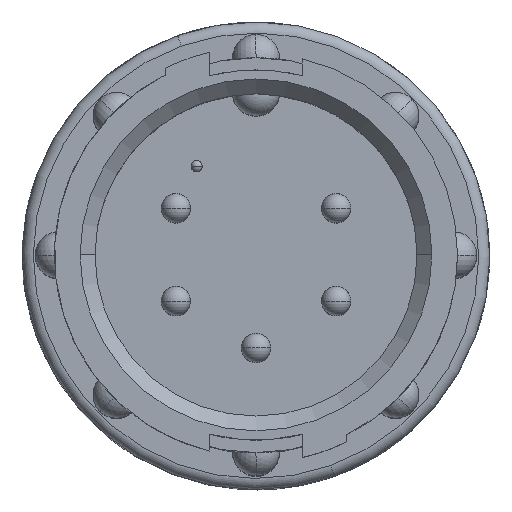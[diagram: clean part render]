
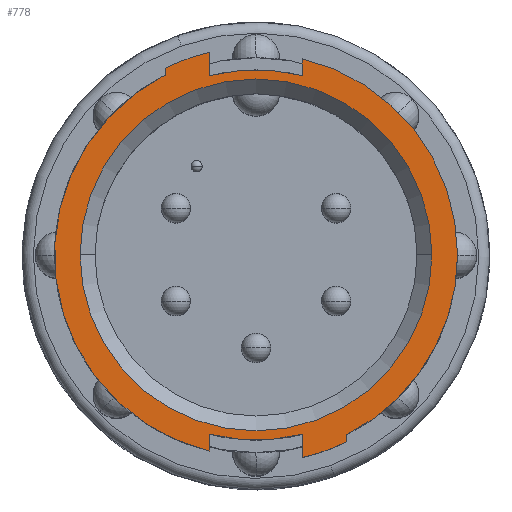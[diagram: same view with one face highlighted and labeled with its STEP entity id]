
A CAD part, top view. The second image highlights one B-rep face of the part: STEP entity #778.
In plain terms, the highlighted planar face has unit normal (0, 0, 1).
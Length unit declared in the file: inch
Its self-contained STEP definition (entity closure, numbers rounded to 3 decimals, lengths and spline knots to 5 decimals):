
#26 = VERTEX_POINT ( 'NONE', #3109 ) ;
#51 = CIRCLE ( 'NONE', #15368, 0.2715 ) ;
#70 = EDGE_CURVE ( 'NONE', #11684, #15703, #294, .T. ) ;
#132 = EDGE_CURVE ( 'NONE', #3859, #15566, #5146, .T. ) ;
#150 = CIRCLE ( 'NONE', #3964, 0.28 ) ;
#160 = EDGE_CURVE ( 'NONE', #15590, #11684, #5242, .T. ) ;
#176 = CIRCLE ( 'NONE', #3986, 0.2715 ) ;
#230 = EDGE_CURVE ( 'NONE', #15486, #799, #6223, .T. ) ;
#277 = CIRCLE ( 'NONE', #1351, 0.2715 ) ;
#285 = EDGE_CURVE ( 'NONE', #3859, #15486, #293, .T. ) ;
#290 = EDGE_CURVE ( 'NONE', #15703, #15630, #6563, .T. ) ;
#293 = CIRCLE ( 'NONE', #1348, 0.28 ) ;
#294 = CIRCLE ( 'NONE', #1403, 0.2495 ) ;
#301 = EDGE_CURVE ( 'NONE', #15581, #15529, #302, .T. ) ;
#302 = CIRCLE ( 'NONE', #1337, 0.237 ) ;
#306 = EDGE_CURVE ( 'NONE', #799, #15630, #277, .T. ) ;
#359 = EDGE_CURVE ( 'NONE', #15590, #11456, #150, .T. ) ;
#421 = EDGE_CURVE ( 'NONE', #15687, #15631, #176, .T. ) ;
#428 = EDGE_CURVE ( 'NONE', #11456, #3921, #9383, .T. ) ;
#429 = EDGE_CURVE ( 'NONE', #26, #15631, #9386, .T. ) ;
#477 = CIRCLE ( 'NONE', #13272, 0.2495 ) ;
#519 = CIRCLE ( 'NONE', #11886, 0.237 ) ;
#778 = ADVANCED_FACE ( 'NONE', ( #11660, #11668 ), #11239, .F. ) ;
#799 = VERTEX_POINT ( 'NONE', #11311 ) ;
#802 = EDGE_LOOP ( 'NONE', ( #2333, #2335 ) ) ;
#1016 = EDGE_LOOP ( 'NONE', ( #2320, #2321, #2322, #2318, #2323, #2324, #2325, #2326, #2327, #2328, #2329, #2330, #2331 ) ) ;
#1298 = VECTOR ( 'NONE', #5244, 39.37008 ) ;
#1337 = AXIS2_PLACEMENT_3D ( 'NONE', #6594, #6595, #6596 ) ;
#1341 = VECTOR ( 'NONE', #5148, 39.37008 ) ;
#1347 = VECTOR ( 'NONE', #6565, 39.37008 ) ;
#1348 = AXIS2_PLACEMENT_3D ( 'NONE', #6300, #6301, #6302 ) ;
#1351 = AXIS2_PLACEMENT_3D ( 'NONE', #6603, #6604, #6605 ) ;
#1403 = AXIS2_PLACEMENT_3D ( 'NONE', #3166, #3167, #3168 ) ;
#1429 = VECTOR ( 'NONE', #6225, 39.37008 ) ;
#2318 = ORIENTED_EDGE ( 'NONE', *, *, #160, .F. ) ;
#2320 = ORIENTED_EDGE ( 'NONE', *, *, #306, .T. ) ;
#2321 = ORIENTED_EDGE ( 'NONE', *, *, #290, .F. ) ;
#2322 = ORIENTED_EDGE ( 'NONE', *, *, #70, .F. ) ;
#2323 = ORIENTED_EDGE ( 'NONE', *, *, #359, .T. ) ;
#2324 = ORIENTED_EDGE ( 'NONE', *, *, #428, .T. ) ;
#2325 = ORIENTED_EDGE ( 'NONE', *, *, #4225, .T. ) ;
#2326 = ORIENTED_EDGE ( 'NONE', *, *, #421, .T. ) ;
#2327 = ORIENTED_EDGE ( 'NONE', *, *, #429, .F. ) ;
#2328 = ORIENTED_EDGE ( 'NONE', *, *, #4347, .F. ) ;
#2329 = ORIENTED_EDGE ( 'NONE', *, *, #132, .F. ) ;
#2330 = ORIENTED_EDGE ( 'NONE', *, *, #285, .T. ) ;
#2331 = ORIENTED_EDGE ( 'NONE', *, *, #230, .T. ) ;
#2333 = ORIENTED_EDGE ( 'NONE', *, *, #301, .F. ) ;
#2335 = ORIENTED_EDGE ( 'NONE', *, *, #4092, .F. ) ;
#3109 = CARTESIAN_POINT ( 'NONE',  ( 0.0625, 0.24155, 0. ) ) ;
#3166 = CARTESIAN_POINT ( 'NONE',  ( 0., 0., 0. ) ) ;
#3167 = DIRECTION ( 'NONE',  ( 0., 0., -1. ) ) ;
#3168 = DIRECTION ( 'NONE',  ( 1., 0., 0. ) ) ;
#3859 = VERTEX_POINT ( 'NONE', #11430 ) ;
#3921 = VERTEX_POINT ( 'NONE', #11453 ) ;
#3957 = VECTOR ( 'NONE', #9388, 39.37008 ) ;
#3964 = AXIS2_PLACEMENT_3D ( 'NONE', #7862, #7875, #7876 ) ;
#3984 = VECTOR ( 'NONE', #9385, 39.37008 ) ;
#3986 = AXIS2_PLACEMENT_3D ( 'NONE', #9377, #9381, #9382 ) ;
#4092 = EDGE_CURVE ( 'NONE', #15529, #15581, #519, .T. ) ;
#4225 = EDGE_CURVE ( 'NONE', #3921, #15687, #51, .T. ) ;
#4347 = EDGE_CURVE ( 'NONE', #15566, #26, #477, .T. ) ;
#5146 = LINE ( 'NONE', #5147, #1341 ) ;
#5147 = CARTESIAN_POINT ( 'NONE',  ( -0.0625, 0.26421, 0. ) ) ;
#5148 = DIRECTION ( 'NONE',  ( 0., -1., 0. ) ) ;
#5242 = LINE ( 'NONE', #5243, #1298 ) ;
#5243 = CARTESIAN_POINT ( 'NONE',  ( 0.0625, -0.24155, 0. ) ) ;
#5244 = DIRECTION ( 'NONE',  ( 0., 1., 0. ) ) ;
#6223 = LINE ( 'NONE', #6224, #1429 ) ;
#6224 = CARTESIAN_POINT ( 'NONE',  ( -0.1225, 0.21736, 0. ) ) ;
#6225 = DIRECTION ( 'NONE',  ( 0., -1., 0. ) ) ;
#6300 = CARTESIAN_POINT ( 'NONE',  ( 0., 0., 0. ) ) ;
#6301 = DIRECTION ( 'NONE',  ( 0., 0., 1. ) ) ;
#6302 = DIRECTION ( 'NONE',  ( 1., 0., 0. ) ) ;
#6563 = LINE ( 'NONE', #6564, #1347 ) ;
#6564 = CARTESIAN_POINT ( 'NONE',  ( -0.0625, -0.24155, 0. ) ) ;
#6565 = DIRECTION ( 'NONE',  ( 0., -1., 0. ) ) ;
#6594 = CARTESIAN_POINT ( 'NONE',  ( 0., 0., 0. ) ) ;
#6595 = DIRECTION ( 'NONE',  ( 0., 0., 1. ) ) ;
#6596 = DIRECTION ( 'NONE',  ( 1., 0., 0. ) ) ;
#6603 = CARTESIAN_POINT ( 'NONE',  ( 0., 0., 0. ) ) ;
#6604 = DIRECTION ( 'NONE',  ( 0., 0., 1. ) ) ;
#6605 = DIRECTION ( 'NONE',  ( 1., 0., 0. ) ) ;
#7862 = CARTESIAN_POINT ( 'NONE',  ( 0., 0., 0. ) ) ;
#7875 = DIRECTION ( 'NONE',  ( 0., 0., 1. ) ) ;
#7876 = DIRECTION ( 'NONE',  ( 1., 0., 0. ) ) ;
#9377 = CARTESIAN_POINT ( 'NONE',  ( 0., 0., 0. ) ) ;
#9381 = DIRECTION ( 'NONE',  ( 0., 0., 1. ) ) ;
#9382 = DIRECTION ( 'NONE',  ( 1., 0., 0. ) ) ;
#9383 = LINE ( 'NONE', #9384, #3984 ) ;
#9384 = CARTESIAN_POINT ( 'NONE',  ( 0.1225, -0.21736, 0. ) ) ;
#9385 = DIRECTION ( 'NONE',  ( 0., 1., 0. ) ) ;
#9386 = LINE ( 'NONE', #9387, #3957 ) ;
#9387 = CARTESIAN_POINT ( 'NONE',  ( 0.0625, 0.26421, 0. ) ) ;
#9388 = DIRECTION ( 'NONE',  ( 0., 1., 0. ) ) ;
#11239 = PLANE ( 'NONE',  #11670 ) ;
#11240 = CARTESIAN_POINT ( 'NONE',  ( 0., 0.237, 0. ) ) ;
#11241 = DIRECTION ( 'NONE',  ( 0., 0., -1. ) ) ;
#11243 = DIRECTION ( 'NONE',  ( -1., 0., 0. ) ) ;
#11311 = CARTESIAN_POINT ( 'NONE',  ( -0.1225, 0.24229, 0. ) ) ;
#11430 = CARTESIAN_POINT ( 'NONE',  ( -0.0625, 0.27294, 0. ) ) ;
#11453 = CARTESIAN_POINT ( 'NONE',  ( 0.1225, -0.24229, 0. ) ) ;
#11456 = VERTEX_POINT ( 'NONE', #14281 ) ;
#11660 = FACE_OUTER_BOUND ( 'NONE', #1016, .T. ) ;
#11668 = FACE_BOUND ( 'NONE', #802, .T. ) ;
#11670 = AXIS2_PLACEMENT_3D ( 'NONE', #11240, #11241, #11243 ) ;
#11684 = VERTEX_POINT ( 'NONE', #14291 ) ;
#11886 = AXIS2_PLACEMENT_3D ( 'NONE', #12333, #12334, #12335 ) ;
#12333 = CARTESIAN_POINT ( 'NONE',  ( 0., 0., 0. ) ) ;
#12334 = DIRECTION ( 'NONE',  ( 0., 0., 1. ) ) ;
#12335 = DIRECTION ( 'NONE',  ( 1., 0., 0. ) ) ;
#12916 = CARTESIAN_POINT ( 'NONE',  ( 0., 0., 0. ) ) ;
#12917 = DIRECTION ( 'NONE',  ( 0., 0., 1. ) ) ;
#12918 = DIRECTION ( 'NONE',  ( 1., 0., 0. ) ) ;
#13272 = AXIS2_PLACEMENT_3D ( 'NONE', #13802, #13804, #13805 ) ;
#13802 = CARTESIAN_POINT ( 'NONE',  ( 0., 0., 0. ) ) ;
#13804 = DIRECTION ( 'NONE',  ( 0., 0., -1. ) ) ;
#13805 = DIRECTION ( 'NONE',  ( 1., 0., 0. ) ) ;
#14281 = CARTESIAN_POINT ( 'NONE',  ( 0.1225, -0.25178, 0. ) ) ;
#14291 = CARTESIAN_POINT ( 'NONE',  ( 0.0625, -0.24155, 0. ) ) ;
#14788 = CARTESIAN_POINT ( 'NONE',  ( -0.1225, 0.25178, 0. ) ) ;
#14828 = CARTESIAN_POINT ( 'NONE',  ( -0.237, 0., 0. ) ) ;
#14865 = CARTESIAN_POINT ( 'NONE',  ( -0.0625, 0.24155, 0. ) ) ;
#14880 = CARTESIAN_POINT ( 'NONE',  ( 0.237, 0., 0. ) ) ;
#14889 = CARTESIAN_POINT ( 'NONE',  ( 0.0625, -0.27294, 0. ) ) ;
#14929 = CARTESIAN_POINT ( 'NONE',  ( -0.0625, -0.26421, 0. ) ) ;
#14930 = CARTESIAN_POINT ( 'NONE',  ( 0.0625, 0.26421, 0. ) ) ;
#14986 = CARTESIAN_POINT ( 'NONE',  ( 0.2715, 0., 0. ) ) ;
#15002 = CARTESIAN_POINT ( 'NONE',  ( -0.0625, -0.24155, 0. ) ) ;
#15368 = AXIS2_PLACEMENT_3D ( 'NONE', #12916, #12917, #12918 ) ;
#15486 = VERTEX_POINT ( 'NONE', #14788 ) ;
#15529 = VERTEX_POINT ( 'NONE', #14828 ) ;
#15566 = VERTEX_POINT ( 'NONE', #14865 ) ;
#15581 = VERTEX_POINT ( 'NONE', #14880 ) ;
#15590 = VERTEX_POINT ( 'NONE', #14889 ) ;
#15630 = VERTEX_POINT ( 'NONE', #14929 ) ;
#15631 = VERTEX_POINT ( 'NONE', #14930 ) ;
#15687 = VERTEX_POINT ( 'NONE', #14986 ) ;
#15703 = VERTEX_POINT ( 'NONE', #15002 ) ;
